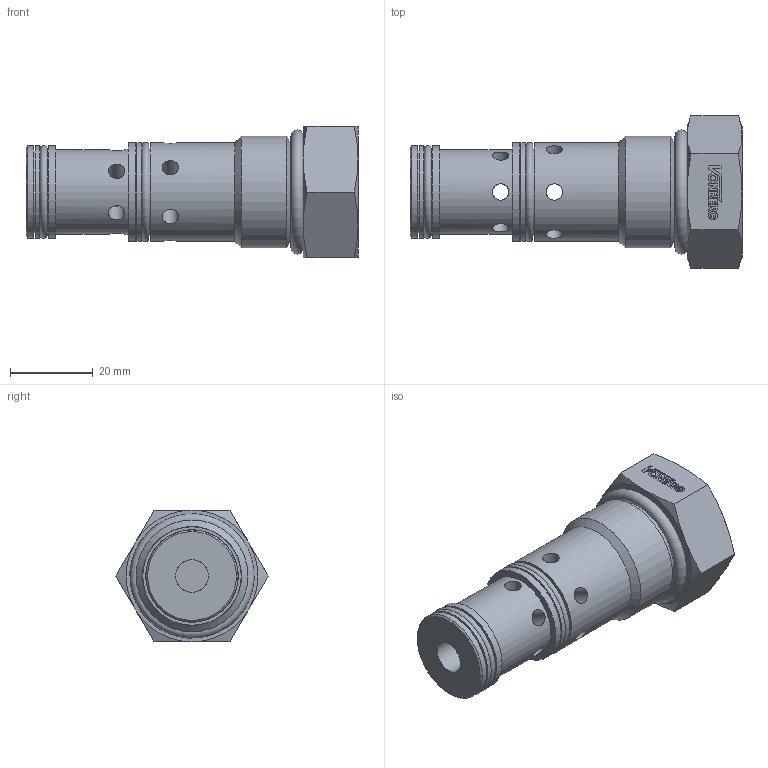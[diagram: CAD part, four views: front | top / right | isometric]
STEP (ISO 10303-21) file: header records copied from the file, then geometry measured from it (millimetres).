
FILE_DESCRIPTION((''),'2;1');
FILE_NAME('1712.stp','2015-01-05T12:01:04',('jml'),(''),'Autodesk Inventor 2010','Autodesk Inventor 2010','');
FILE_SCHEMA(('AUTOMOTIVE_DESIGN { 1 0 10303 214 1 1 1 1 }'));
Length unit declared in the file: inch
Products named in the file (8): 1712; 221403; 990114; 018 O-RING; 018 BACKUP; 019 O-RING; 019 BACKUP; 912 O-RING
Assembly tree (7 placements, depth 2):
  1712
    221403
    990114
    018 O-RING
    018 BACKUP
    019 O-RING
    019 BACKUP
    912 O-RING
Bounding box: 80.01 x 36.66 x 31.75 mm (x, y, z)
Volume: 34093.7 mm3; surface area: 16110.6 mm2
Topology: 7 solids, 8 shells, 183 faces, 431 edges, 268 vertices
Faces by surface type: plane 108, cylinder 49, cone 20, torus 6
Full cylindrical faces by diameter (mm): 1.218 x1, 3.962 x12, 7.925 x3, 16.815 x2, 17.323 x1, 19.05 x1, 19.66 x1, 19.685 x1, 20.32 x1, 21.158 x1, 21.26 x1, 22.174 x2, 22.225 x2, 23.749 x2, 23.8 x1, 24.003 x1, 25.4 x1, 26.975 x1
Entity records: 6086 total; most frequent: CARTESIAN_POINT 1701, DIRECTION 817, ORIENTED_EDGE 768, EDGE_CURVE 384, AXIS2_PLACEMENT_3D 295, EDGE_LOOP 272, VERTEX_POINT 267, VECTOR 227
